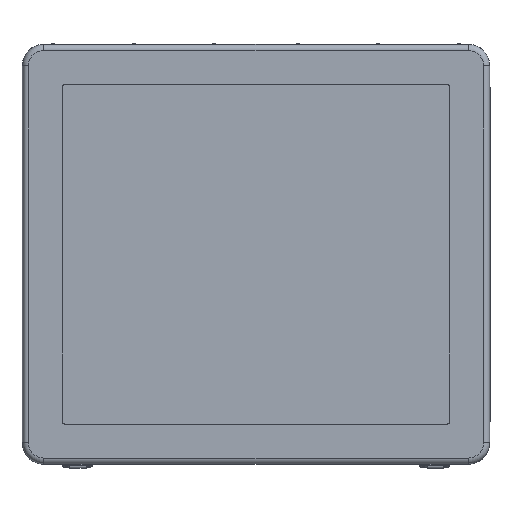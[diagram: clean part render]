
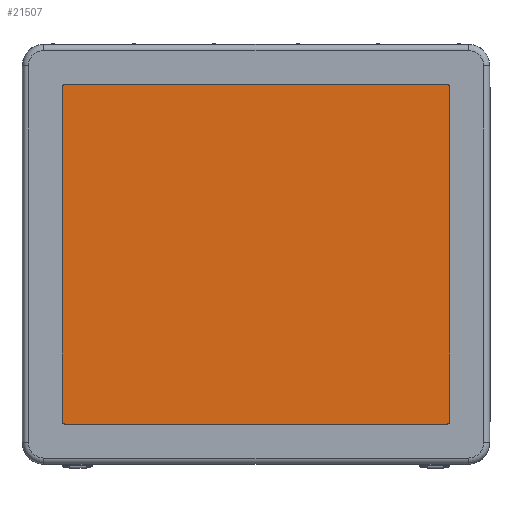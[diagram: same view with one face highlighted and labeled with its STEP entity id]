
A CAD part, top view. The second image highlights one B-rep face of the part: STEP entity #21507.
In plain terms, the highlighted planar face has unit normal (0, 0, 1).
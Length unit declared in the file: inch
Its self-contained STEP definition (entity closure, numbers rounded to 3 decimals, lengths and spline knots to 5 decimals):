
#1275 = VERTEX_POINT ( 'NONE', #25347 ) ;
#1582 = EDGE_CURVE ( 'NONE', #43741, #12349, #14486, .T. ) ;
#1678 = CARTESIAN_POINT ( 'NONE',  ( 8., 6.99, 8.8115 ) ) ;
#2746 = EDGE_CURVE ( 'NONE', #1275, #15542, #29307, .T. ) ;
#5168 = ORIENTED_EDGE ( 'NONE', *, *, #10394, .F. ) ;
#5894 = AXIS2_PLACEMENT_3D ( 'NONE', #1678, #8810, #15891 ) ;
#5910 = DIRECTION ( 'NONE',  ( -1., 0., 0. ) ) ;
#6487 = DIRECTION ( 'NONE',  ( 0., -1., 0. ) ) ;
#6816 = CARTESIAN_POINT ( 'NONE',  ( -8., -7.135, 8.8115 ) ) ;
#6933 = CIRCLE ( 'NONE', #33260, 0.125 ) ;
#7168 = CARTESIAN_POINT ( 'NONE',  ( -8.125, -7.01, 8.8115 ) ) ;
#7223 = CIRCLE ( 'NONE', #13422, 0.125 ) ;
#7978 = CIRCLE ( 'NONE', #5894, 0.125 ) ;
#8810 = DIRECTION ( 'NONE',  ( 0., 0., -1. ) ) ;
#8853 = CARTESIAN_POINT ( 'NONE',  ( 8., -7.01, 8.8115 ) ) ;
#10394 = EDGE_CURVE ( 'NONE', #15542, #25721, #45353, .T. ) ;
#10802 = DIRECTION ( 'NONE',  ( 1., 0., 0. ) ) ;
#10840 = VECTOR ( 'NONE', #33616, 39.37008 ) ;
#12349 = VERTEX_POINT ( 'NONE', #34785 ) ;
#12610 = EDGE_CURVE ( 'NONE', #45315, #39726, #31892, .T. ) ;
#13422 = AXIS2_PLACEMENT_3D ( 'NONE', #16425, #33893, #26896 ) ;
#13677 = DIRECTION ( 'NONE',  ( 0., 1., 0. ) ) ;
#13763 = DIRECTION ( 'NONE',  ( 0., 1., 0. ) ) ;
#14190 = VECTOR ( 'NONE', #13677, 39.37008 ) ;
#14306 = FACE_OUTER_BOUND ( 'NONE', #20035, .T. ) ;
#14486 = LINE ( 'NONE', #38582, #22728 ) ;
#14831 = ORIENTED_EDGE ( 'NONE', *, *, #1582, .F. ) ;
#15542 = VERTEX_POINT ( 'NONE', #6816 ) ;
#15891 = DIRECTION ( 'NONE',  ( -1., 0., 0. ) ) ;
#16425 = CARTESIAN_POINT ( 'NONE',  ( -8., 6.99, 8.8115 ) ) ;
#16947 = EDGE_CURVE ( 'NONE', #39726, #43741, #7978, .T. ) ;
#17173 = ORIENTED_EDGE ( 'NONE', *, *, #12610, .F. ) ;
#17392 = CARTESIAN_POINT ( 'NONE',  ( -8., 7.115, 8.8115 ) ) ;
#17624 = CARTESIAN_POINT ( 'NONE',  ( -8., -7.01, 8.8115 ) ) ;
#17978 = ORIENTED_EDGE ( 'NONE', *, *, #16947, .F. ) ;
#19008 = EDGE_CURVE ( 'NONE', #12349, #1275, #6933, .T. ) ;
#19321 = AXIS2_PLACEMENT_3D ( 'NONE', #17624, #45409, #10802 ) ;
#20035 = EDGE_LOOP ( 'NONE', ( #14831, #17978, #17173, #26010, #26335, #5168, #28961, #37774 ) ) ;
#20733 = DIRECTION ( 'NONE',  ( 0., 0., -1. ) ) ;
#21062 = DIRECTION ( 'NONE',  ( 0., -1., 0. ) ) ;
#21507 = ADVANCED_FACE ( 'NONE', ( #14306 ), #27969, .T. ) ;
#22582 = CARTESIAN_POINT ( 'NONE',  ( -8.125, 6.99, 8.8115 ) ) ;
#22728 = VECTOR ( 'NONE', #6487, 39.37008 ) ;
#24436 = CARTESIAN_POINT ( 'NONE',  ( 0., -0.01, 8.8115 ) ) ;
#25041 = AXIS2_PLACEMENT_3D ( 'NONE', #24436, #35253, #21062 ) ;
#25347 = CARTESIAN_POINT ( 'NONE',  ( 8., -7.135, 8.8115 ) ) ;
#25721 = VERTEX_POINT ( 'NONE', #44015 ) ;
#25815 = EDGE_CURVE ( 'NONE', #41870, #45315, #7223, .T. ) ;
#26010 = ORIENTED_EDGE ( 'NONE', *, *, #25815, .F. ) ;
#26335 = ORIENTED_EDGE ( 'NONE', *, *, #27278, .F. ) ;
#26896 = DIRECTION ( 'NONE',  ( 0., -1., 0. ) ) ;
#27278 = EDGE_CURVE ( 'NONE', #25721, #41870, #28005, .T. ) ;
#27969 = PLANE ( 'NONE',  #25041 ) ;
#28005 = LINE ( 'NONE', #7168, #14190 ) ;
#28961 = ORIENTED_EDGE ( 'NONE', *, *, #2746, .F. ) ;
#29307 = LINE ( 'NONE', #37570, #45855 ) ;
#30258 = CARTESIAN_POINT ( 'NONE',  ( 8.125, 6.99, 8.8115 ) ) ;
#31892 = LINE ( 'NONE', #33913, #10840 ) ;
#33260 = AXIS2_PLACEMENT_3D ( 'NONE', #8853, #20733, #13763 ) ;
#33616 = DIRECTION ( 'NONE',  ( 1., 0., 0. ) ) ;
#33893 = DIRECTION ( 'NONE',  ( 0., 0., -1. ) ) ;
#33913 = CARTESIAN_POINT ( 'NONE',  ( -8., 7.115, 8.8115 ) ) ;
#34785 = CARTESIAN_POINT ( 'NONE',  ( 8.125, -7.01, 8.8115 ) ) ;
#35253 = DIRECTION ( 'NONE',  ( 0., 0., 1. ) ) ;
#37570 = CARTESIAN_POINT ( 'NONE',  ( 8., -7.135, 8.8115 ) ) ;
#37684 = CARTESIAN_POINT ( 'NONE',  ( 8., 7.115, 8.8115 ) ) ;
#37774 = ORIENTED_EDGE ( 'NONE', *, *, #19008, .F. ) ;
#38582 = CARTESIAN_POINT ( 'NONE',  ( 8.125, 6.99, 8.8115 ) ) ;
#39726 = VERTEX_POINT ( 'NONE', #37684 ) ;
#41870 = VERTEX_POINT ( 'NONE', #22582 ) ;
#43741 = VERTEX_POINT ( 'NONE', #30258 ) ;
#44015 = CARTESIAN_POINT ( 'NONE',  ( -8.125, -7.01, 8.8115 ) ) ;
#45315 = VERTEX_POINT ( 'NONE', #17392 ) ;
#45353 = CIRCLE ( 'NONE', #19321, 0.125 ) ;
#45409 = DIRECTION ( 'NONE',  ( 0., 0., -1. ) ) ;
#45855 = VECTOR ( 'NONE', #5910, 39.37008 ) ;
